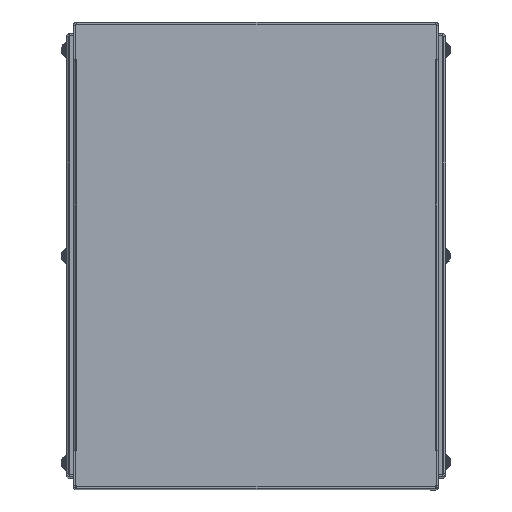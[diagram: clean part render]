
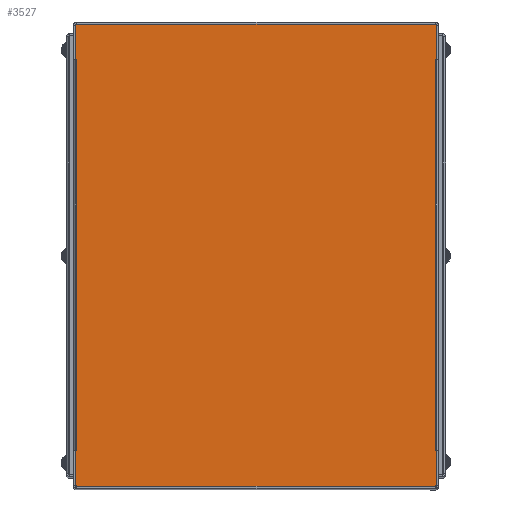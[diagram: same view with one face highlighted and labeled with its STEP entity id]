
A CAD part, top view. The second image highlights one B-rep face of the part: STEP entity #3527.
In plain terms, the highlighted planar face has unit normal (0, 0, 1).
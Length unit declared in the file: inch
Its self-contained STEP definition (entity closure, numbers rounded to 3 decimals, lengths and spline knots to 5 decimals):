
#506=LINE('',#5288,#730);
#521=LINE('',#5324,#745);
#524=LINE('',#5331,#748);
#528=LINE('',#5338,#752);
#530=LINE('',#5342,#754);
#531=LINE('',#5344,#755);
#532=LINE('',#5346,#756);
#533=LINE('',#5348,#757);
#534=LINE('',#5350,#758);
#535=LINE('',#5352,#759);
#536=LINE('',#5354,#760);
#537=LINE('',#5356,#761);
#538=LINE('',#5358,#762);
#539=LINE('',#5360,#763);
#540=LINE('',#5362,#764);
#541=LINE('',#5364,#765);
#542=LINE('',#5366,#766);
#543=LINE('',#5368,#767);
#544=LINE('',#5370,#768);
#545=LINE('',#5371,#769);
#730=VECTOR('',#4202,13.515);
#745=VECTOR('',#4241,0.0002);
#748=VECTOR('',#4246,0.03145);
#752=VECTOR('',#4252,0.0002);
#754=VECTOR('',#4256,0.0002);
#755=VECTOR('',#4257,0.0002);
#756=VECTOR('',#4258,0.03145);
#757=VECTOR('',#4259,1.2308);
#758=VECTOR('',#4260,12.477);
#759=VECTOR('',#4261,1.2308);
#760=VECTOR('',#4262,0.03145);
#761=VECTOR('',#4263,0.0002);
#762=VECTOR('',#4264,0.0002);
#763=VECTOR('',#4265,13.515);
#764=VECTOR('',#4266,0.0002);
#765=VECTOR('',#4267,0.0002);
#766=VECTOR('',#4268,0.03145);
#767=VECTOR('',#4269,1.2308);
#768=VECTOR('',#4270,12.477);
#769=VECTOR('',#4271,1.2308);
#1225=PLANE('',#3749);
#1347=FACE_OUTER_BOUND('',#1555,.T.);
#1555=EDGE_LOOP('',(#2715,#2716,#2717,#2718,#2719,#2720,#2721,#2722,#2723,
#2724,#2725,#2726,#2727,#2728,#2729,#2730,#2731,#2732,#2733,#2734));
#1954=VERTEX_POINT('',#5285);
#1955=VERTEX_POINT('',#5287);
#1964=VERTEX_POINT('',#5323);
#1966=VERTEX_POINT('',#5329);
#1967=VERTEX_POINT('',#5330);
#1970=VERTEX_POINT('',#5341);
#1971=VERTEX_POINT('',#5343);
#1972=VERTEX_POINT('',#5345);
#1973=VERTEX_POINT('',#5347);
#1974=VERTEX_POINT('',#5349);
#1975=VERTEX_POINT('',#5351);
#1976=VERTEX_POINT('',#5353);
#1977=VERTEX_POINT('',#5355);
#1978=VERTEX_POINT('',#5357);
#1979=VERTEX_POINT('',#5359);
#1980=VERTEX_POINT('',#5361);
#1981=VERTEX_POINT('',#5363);
#1982=VERTEX_POINT('',#5365);
#1983=VERTEX_POINT('',#5367);
#1984=VERTEX_POINT('',#5369);
#2236=EDGE_CURVE('',#1955,#1954,#506,.T.);
#2254=EDGE_CURVE('',#1964,#1955,#521,.T.);
#2257=EDGE_CURVE('',#1966,#1967,#524,.T.);
#2261=EDGE_CURVE('',#1967,#1964,#528,.T.);
#2263=EDGE_CURVE('',#1954,#1970,#530,.T.);
#2264=EDGE_CURVE('',#1970,#1971,#531,.T.);
#2265=EDGE_CURVE('',#1971,#1972,#532,.T.);
#2266=EDGE_CURVE('',#1973,#1972,#533,.T.);
#2267=EDGE_CURVE('',#1974,#1973,#534,.T.);
#2268=EDGE_CURVE('',#1975,#1974,#535,.T.);
#2269=EDGE_CURVE('',#1975,#1976,#536,.T.);
#2270=EDGE_CURVE('',#1976,#1977,#537,.T.);
#2271=EDGE_CURVE('',#1977,#1978,#538,.T.);
#2272=EDGE_CURVE('',#1978,#1979,#539,.T.);
#2273=EDGE_CURVE('',#1979,#1980,#540,.T.);
#2274=EDGE_CURVE('',#1980,#1981,#541,.T.);
#2275=EDGE_CURVE('',#1981,#1982,#542,.T.);
#2276=EDGE_CURVE('',#1983,#1982,#543,.T.);
#2277=EDGE_CURVE('',#1984,#1983,#544,.T.);
#2278=EDGE_CURVE('',#1966,#1984,#545,.T.);
#2715=ORIENTED_EDGE('',*,*,#2257,.T.);
#2716=ORIENTED_EDGE('',*,*,#2261,.T.);
#2717=ORIENTED_EDGE('',*,*,#2254,.T.);
#2718=ORIENTED_EDGE('',*,*,#2236,.T.);
#2719=ORIENTED_EDGE('',*,*,#2263,.T.);
#2720=ORIENTED_EDGE('',*,*,#2264,.T.);
#2721=ORIENTED_EDGE('',*,*,#2265,.T.);
#2722=ORIENTED_EDGE('',*,*,#2266,.F.);
#2723=ORIENTED_EDGE('',*,*,#2267,.F.);
#2724=ORIENTED_EDGE('',*,*,#2268,.F.);
#2725=ORIENTED_EDGE('',*,*,#2269,.T.);
#2726=ORIENTED_EDGE('',*,*,#2270,.T.);
#2727=ORIENTED_EDGE('',*,*,#2271,.T.);
#2728=ORIENTED_EDGE('',*,*,#2272,.T.);
#2729=ORIENTED_EDGE('',*,*,#2273,.T.);
#2730=ORIENTED_EDGE('',*,*,#2274,.T.);
#2731=ORIENTED_EDGE('',*,*,#2275,.T.);
#2732=ORIENTED_EDGE('',*,*,#2276,.F.);
#2733=ORIENTED_EDGE('',*,*,#2277,.F.);
#2734=ORIENTED_EDGE('',*,*,#2278,.F.);
#3527=ADVANCED_FACE('',(#1347),#1225,.T.);
#3749=AXIS2_PLACEMENT_3D('',#5340,#4254,#4255);
#4202=DIRECTION('',(0.,-1.,0.));
#4241=DIRECTION('',(-1.,0.,0.));
#4246=DIRECTION('',(1.,0.,0.));
#4252=DIRECTION('',(0.,-1.,0.));
#4254=DIRECTION('center_axis',(0.,0.,1.));
#4255=DIRECTION('ref_axis',(1.,0.,0.));
#4256=DIRECTION('',(1.,0.,0.));
#4257=DIRECTION('',(0.,-1.,0.));
#4258=DIRECTION('',(-1.,0.,0.));
#4259=DIRECTION('',(0.,1.,0.));
#4260=DIRECTION('',(-1.,0.,0.));
#4261=DIRECTION('',(0.,-1.,0.));
#4262=DIRECTION('',(-1.,0.,0.));
#4263=DIRECTION('',(0.,1.,0.));
#4264=DIRECTION('',(1.,0.,0.));
#4265=DIRECTION('',(0.,1.,0.));
#4266=DIRECTION('',(-1.,0.,0.));
#4267=DIRECTION('',(0.,1.,0.));
#4268=DIRECTION('',(1.,0.,0.));
#4269=DIRECTION('',(0.,-1.,0.));
#4270=DIRECTION('',(1.,0.,0.));
#4271=DIRECTION('',(0.,1.,0.));
#5285=CARTESIAN_POINT('',(-6.20725,-6.7575,0.074));
#5287=CARTESIAN_POINT('',(-6.20725,6.7575,0.074));
#5288=CARTESIAN_POINT('',(-6.20725,3.37875,0.074));
#5323=CARTESIAN_POINT('',(-6.20705,6.7575,0.074));
#5324=CARTESIAN_POINT('',(-3.10353,6.7575,0.074));
#5329=CARTESIAN_POINT('',(-6.2385,6.7577,0.074));
#5330=CARTESIAN_POINT('',(-6.20705,6.7577,0.074));
#5331=CARTESIAN_POINT('',(-3.11925,6.7577,0.074));
#5338=CARTESIAN_POINT('',(-6.20705,3.37885,0.074));
#5340=CARTESIAN_POINT('Origin',(0.,0.,
0.074));
#5341=CARTESIAN_POINT('',(-6.20705,-6.7575,0.074));
#5342=CARTESIAN_POINT('',(-3.11925,-6.7575,0.074));
#5343=CARTESIAN_POINT('',(-6.20705,-6.7577,0.074));
#5344=CARTESIAN_POINT('',(-6.20705,-3.37875,0.074));
#5345=CARTESIAN_POINT('',(-6.2385,-6.7577,0.074));
#5346=CARTESIAN_POINT('',(-3.10353,-6.7577,0.074));
#5347=CARTESIAN_POINT('',(-6.2385,-7.9885,0.074));
#5348=CARTESIAN_POINT('',(-6.2385,-7.9885,0.074));
#5349=CARTESIAN_POINT('',(6.2385,-7.9885,0.074));
#5350=CARTESIAN_POINT('',(6.2385,-7.9885,0.074));
#5351=CARTESIAN_POINT('',(6.2385,-6.7577,0.074));
#5352=CARTESIAN_POINT('',(6.2385,7.9885,0.074));
#5353=CARTESIAN_POINT('',(6.20705,-6.7577,0.074));
#5354=CARTESIAN_POINT('',(3.11925,-6.7577,0.074));
#5355=CARTESIAN_POINT('',(6.20705,-6.7575,0.074));
#5356=CARTESIAN_POINT('',(6.20705,-3.37885,0.074));
#5357=CARTESIAN_POINT('',(6.20725,-6.7575,0.074));
#5358=CARTESIAN_POINT('',(3.10353,-6.7575,0.074));
#5359=CARTESIAN_POINT('',(6.20725,6.7575,0.074));
#5360=CARTESIAN_POINT('',(6.20725,-3.37875,0.074));
#5361=CARTESIAN_POINT('',(6.20705,6.7575,0.074));
#5362=CARTESIAN_POINT('',(3.11925,6.7575,0.074));
#5363=CARTESIAN_POINT('',(6.20705,6.7577,0.074));
#5364=CARTESIAN_POINT('',(6.20705,3.37875,0.074));
#5365=CARTESIAN_POINT('',(6.2385,6.7577,0.074));
#5366=CARTESIAN_POINT('',(3.10353,6.7577,0.074));
#5367=CARTESIAN_POINT('',(6.2385,7.9885,0.074));
#5368=CARTESIAN_POINT('',(6.2385,7.9885,0.074));
#5369=CARTESIAN_POINT('',(-6.2385,7.9885,0.074));
#5370=CARTESIAN_POINT('',(-6.2385,7.9885,0.074));
#5371=CARTESIAN_POINT('',(-6.2385,-7.9885,0.074));
